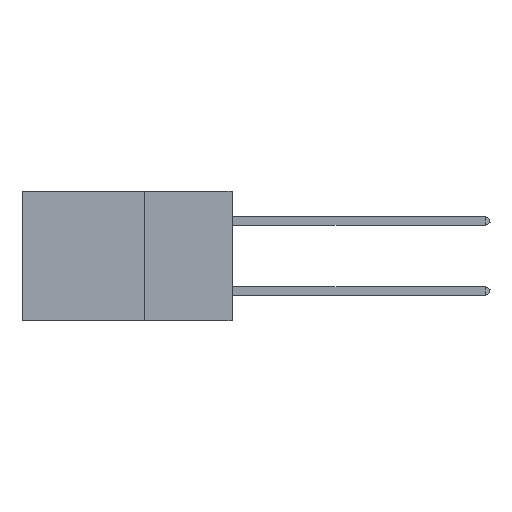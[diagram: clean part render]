
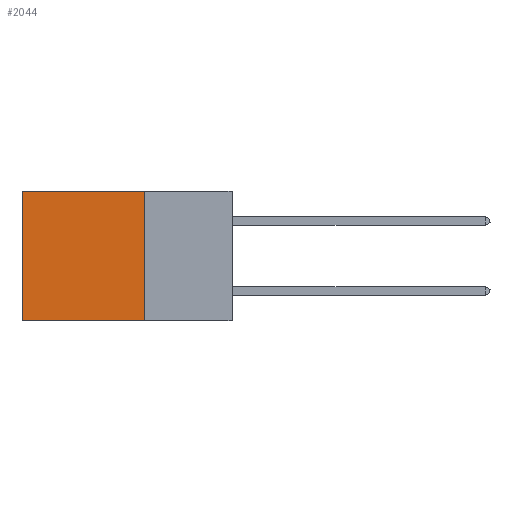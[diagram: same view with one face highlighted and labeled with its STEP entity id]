
A CAD part, left-side view. The second image highlights one B-rep face of the part: STEP entity #2044.
In plain terms, the highlighted planar face has unit normal (-1, 0, 0).
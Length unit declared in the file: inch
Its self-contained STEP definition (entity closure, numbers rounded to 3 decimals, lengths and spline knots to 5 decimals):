
#295 = ORIENTED_EDGE ( 'NONE', *, *, #13583, .F. ) ;
#380 = VERTEX_POINT ( 'NONE', #17469 ) ;
#823 = VECTOR ( 'NONE', #24909, 39.37008 ) ;
#1095 = VERTEX_POINT ( 'NONE', #32727 ) ;
#2044 = ADVANCED_FACE ( 'NONE', ( #32794 ), #28762, .F. ) ;
#2310 = VERTEX_POINT ( 'NONE', #29742 ) ;
#3237 = CARTESIAN_POINT ( 'NONE',  ( 0.2875, 0.25, 0. ) ) ;
#5613 = CARTESIAN_POINT ( 'NONE',  ( 0.2875, 0.25, 0. ) ) ;
#7377 = CARTESIAN_POINT ( 'NONE',  ( 0.2875, 0.25, 0. ) ) ;
#7716 = LINE ( 'NONE', #27487, #823 ) ;
#7903 = DIRECTION ( 'NONE',  ( 0., 1., 0. ) ) ;
#7972 = CARTESIAN_POINT ( 'NONE',  ( 0.2875, 0.25, 0. ) ) ;
#9920 = VECTOR ( 'NONE', #28539, 39.37008 ) ;
#12331 = VECTOR ( 'NONE', #21324, 39.37008 ) ;
#13142 = LINE ( 'NONE', #3237, #12331 ) ;
#13417 = DIRECTION ( 'NONE',  ( 1., 0., 0. ) ) ;
#13471 = EDGE_CURVE ( 'NONE', #380, #1095, #16390, .T. ) ;
#13583 = EDGE_CURVE ( 'NONE', #23012, #380, #13142, .T. ) ;
#15591 = VECTOR ( 'NONE', #7903, 39.37008 ) ;
#16390 = LINE ( 'NONE', #23367, #15591 ) ;
#17469 = CARTESIAN_POINT ( 'NONE',  ( 0.2875, 0.25, -0.37 ) ) ;
#20002 = ORIENTED_EDGE ( 'NONE', *, *, #28563, .T. ) ;
#21248 = EDGE_CURVE ( 'NONE', #23012, #2310, #24420, .T. ) ;
#21324 = DIRECTION ( 'NONE',  ( 0., 0., -1. ) ) ;
#21728 = AXIS2_PLACEMENT_3D ( 'NONE', #5613, #13417, #31328 ) ;
#23012 = VERTEX_POINT ( 'NONE', #7377 ) ;
#23367 = CARTESIAN_POINT ( 'NONE',  ( 0.2875, 0.25, -0.37 ) ) ;
#24420 = LINE ( 'NONE', #7972, #9920 ) ;
#24909 = DIRECTION ( 'NONE',  ( 0., 0., -1. ) ) ;
#25155 = EDGE_LOOP ( 'NONE', ( #20002, #31171, #295, #28156 ) ) ;
#27487 = CARTESIAN_POINT ( 'NONE',  ( 0.2875, 0.6, 0. ) ) ;
#28156 = ORIENTED_EDGE ( 'NONE', *, *, #21248, .T. ) ;
#28539 = DIRECTION ( 'NONE',  ( 0., 1., 0. ) ) ;
#28563 = EDGE_CURVE ( 'NONE', #2310, #1095, #7716, .T. ) ;
#28762 = PLANE ( 'NONE',  #21728 ) ;
#29742 = CARTESIAN_POINT ( 'NONE',  ( 0.2875, 0.6, 0. ) ) ;
#31171 = ORIENTED_EDGE ( 'NONE', *, *, #13471, .F. ) ;
#31328 = DIRECTION ( 'NONE',  ( 0., 0., -1. ) ) ;
#32727 = CARTESIAN_POINT ( 'NONE',  ( 0.2875, 0.6, -0.37 ) ) ;
#32794 = FACE_OUTER_BOUND ( 'NONE', #25155, .T. ) ;
